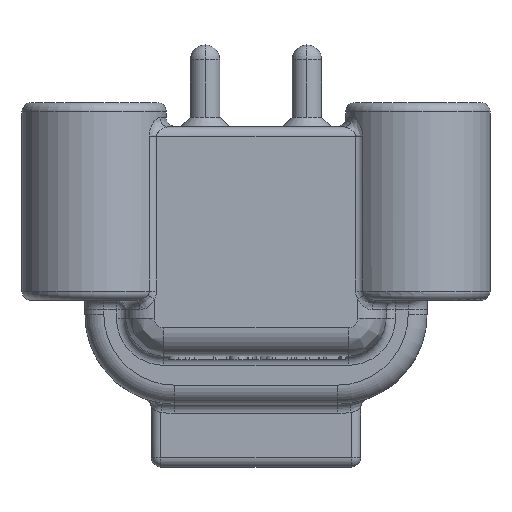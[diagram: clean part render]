
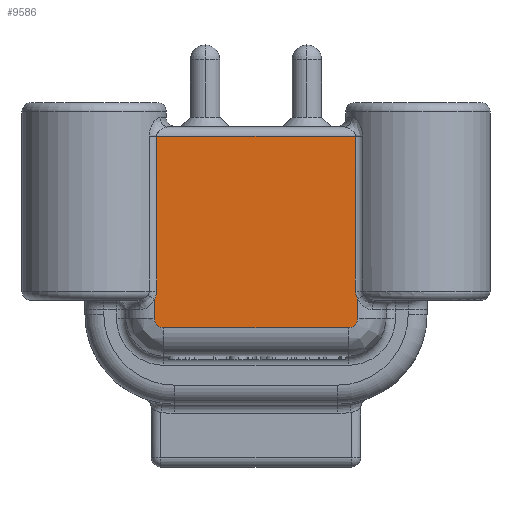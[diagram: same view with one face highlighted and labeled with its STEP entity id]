
A CAD part, front view. The second image highlights one B-rep face of the part: STEP entity #9586.
In plain terms, the highlighted planar face has unit normal (0, -1, 0).
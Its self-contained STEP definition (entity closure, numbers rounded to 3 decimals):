
#2=DIRECTION('',(0.,0.,-1.));
#3=VECTOR('',#2,8.21);
#4=CARTESIAN_POINT('',(5.274,-6.99,6.85));
#5=LINE('',#4,#3);
#6=CARTESIAN_POINT('',(5.4,-6.99,-1.787));
#7=CARTESIAN_POINT('',(5.319,-6.99,-1.659));
#8=CARTESIAN_POINT('',(5.274,-6.99,-1.511));
#9=CARTESIAN_POINT('',(5.274,-6.99,-1.36));
#11=CARTESIAN_POINT('',(4.9,-6.99,-2.8));
#12=DIRECTION('',(0.,-1.,0.));
#13=DIRECTION('',(0.,0.,-1.));
#14=AXIS2_PLACEMENT_3D('',#11,#12,#13);
#16=CARTESIAN_POINT('',(-4.9,-6.99,-2.8));
#17=DIRECTION('',(0.,-1.,0.));
#18=DIRECTION('',(-1.,0.,0.));
#19=AXIS2_PLACEMENT_3D('',#16,#17,#18);
#21=CARTESIAN_POINT('',(-5.274,-6.99,-1.36));
#22=CARTESIAN_POINT('',(-5.274,-6.99,-1.512));
#23=CARTESIAN_POINT('',(-5.32,-6.99,-1.66));
#24=CARTESIAN_POINT('',(-5.4,-6.99,-1.787));
#26=DIRECTION('',(-1.,0.,0.));
#27=VECTOR('',#26,10.547);
#28=CARTESIAN_POINT('',(5.274,-6.99,6.85));
#29=LINE('',#28,#27);
#1773=CARTESIAN_POINT('',(-5.274,-6.99,
6.85));
#1780=DIRECTION('',(0.,0.,-1.));
#1781=VECTOR('',#1780,8.21);
#1782=CARTESIAN_POINT('',(-5.274,-6.99,
6.85));
#1783=LINE('',#1782,#1781);
#1826=DIRECTION('',(0.,0.,1.));
#1827=VECTOR('',#1826,1.013);
#1828=CARTESIAN_POINT('',(-5.4,-6.99,-2.8));
#1829=LINE('',#1828,#1827);
#1834=CARTESIAN_POINT('',(-5.4,-6.99,-1.787));
#1862=DIRECTION('',(-1.,0.,0.));
#1863=VECTOR('',#1862,9.8);
#1864=CARTESIAN_POINT('',(4.9,-6.99,-3.3));
#1865=LINE('',#1864,#1863);
#1885=DIRECTION('',(0.,0.,-1.));
#1886=VECTOR('',#1885,1.013);
#1887=CARTESIAN_POINT('',(5.4,-6.99,-1.787));
#1888=LINE('',#1887,#1886);
#1896=CARTESIAN_POINT('',(5.4,-6.99,-1.787));
#3345=CARTESIAN_POINT('',(5.274,-6.99,6.85));
#8243=CARTESIAN_POINT('',(4.9,-6.99,-3.3));
#8244=CARTESIAN_POINT('',(-4.9,-6.99,-3.3));
#8245=VERTEX_POINT('',#8243);
#8246=VERTEX_POINT('',#8244);
#8496=CARTESIAN_POINT('',(-5.274,-6.99,-1.36));
#8498=VERTEX_POINT('',#8496);
#8819=VERTEX_POINT('',#1834);
#8850=VERTEX_POINT('',#1896);
#8891=CARTESIAN_POINT('',(5.4,-6.99,-2.8));
#8892=VERTEX_POINT('',#8891);
#8915=CARTESIAN_POINT('',(-5.4,-6.99,-2.8));
#8917=VERTEX_POINT('',#8915);
#9152=VERTEX_POINT('',#9);
#9409=VERTEX_POINT('',#1773);
#9415=VERTEX_POINT('',#3345);
#9559=CARTESIAN_POINT('',(-4.9,-6.99,-2.8));
#9560=DIRECTION('',(0.,-1.,0.));
#9561=DIRECTION('',(0.,0.,-1.));
#9562=AXIS2_PLACEMENT_3D('',#9559,#9560,#9561);
#9563=PLANE('',#9562);
#9565=ORIENTED_EDGE('',*,*,#9564,.F.);
#9567=ORIENTED_EDGE('',*,*,#9566,.T.);
#9569=ORIENTED_EDGE('',*,*,#9568,.F.);
#9571=ORIENTED_EDGE('',*,*,#9570,.T.);
#9573=ORIENTED_EDGE('',*,*,#9572,.F.);
#9575=ORIENTED_EDGE('',*,*,#9574,.T.);
#9577=ORIENTED_EDGE('',*,*,#9576,.F.);
#9579=ORIENTED_EDGE('',*,*,#9578,.T.);
#9581=ORIENTED_EDGE('',*,*,#9580,.F.);
#9583=ORIENTED_EDGE('',*,*,#9582,.F.);
#9584=EDGE_LOOP('',(#9565,#9567,#9569,#9571,#9573,#9575,#9577,#9579,#9581,
#9583));
#9585=FACE_OUTER_BOUND('',#9584,.F.);
#9586=ADVANCED_FACE('',(#9585),#9563,.T.);
#10=B_SPLINE_CURVE_WITH_KNOTS('',3,(#6,#7,#8,#9),.UNSPECIFIED.,.F.,.F.,(4,4),(
0.,1.),.UNSPECIFIED.);
#15=CIRCLE('',#14,0.5);
#20=CIRCLE('',#19,0.5);
#25=B_SPLINE_CURVE_WITH_KNOTS('',3,(#21,#22,#23,#24),.UNSPECIFIED.,.F.,.F.,(4,
4),(0.,1.),.UNSPECIFIED.);
#9564=EDGE_CURVE('',#9415,#9409,#29,.T.);
#9566=EDGE_CURVE('',#9415,#9152,#5,.T.);
#9568=EDGE_CURVE('',#8850,#9152,#10,.T.);
#9570=EDGE_CURVE('',#8850,#8892,#1888,.T.);
#9572=EDGE_CURVE('',#8245,#8892,#15,.T.);
#9574=EDGE_CURVE('',#8245,#8246,#1865,.T.);
#9576=EDGE_CURVE('',#8917,#8246,#20,.T.);
#9578=EDGE_CURVE('',#8917,#8819,#1829,.T.);
#9580=EDGE_CURVE('',#8498,#8819,#25,.T.);
#9582=EDGE_CURVE('',#9409,#8498,#1783,.T.);
